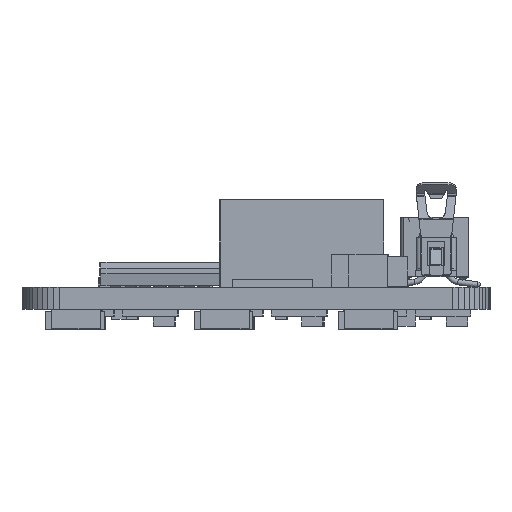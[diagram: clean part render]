
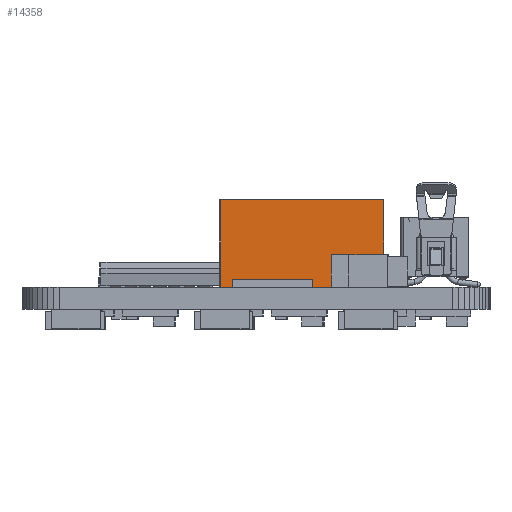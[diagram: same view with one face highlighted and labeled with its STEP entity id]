
A CAD part, left-side view. The second image highlights one B-rep face of the part: STEP entity #14358.
In plain terms, the highlighted planar face has unit normal (-1, 0, 0).
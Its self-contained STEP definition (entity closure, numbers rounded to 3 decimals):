
#14095 = EDGE_CURVE('',#14096,#14098,#14100,.T.);
#14096 = VERTEX_POINT('',#14097);
#14097 = CARTESIAN_POINT('',(-6.499,6.999,0.));
#14098 = VERTEX_POINT('',#14099);
#14099 = CARTESIAN_POINT('',(-6.499,6.999,7.5));
#14100 = SURFACE_CURVE('',#14101,(#14105,#14117),.PCURVE_S1.);
#14101 = LINE('',#14102,#14103);
#14102 = CARTESIAN_POINT('',(-6.499,6.999,0.));
#14103 = VECTOR('',#14104,1.);
#14104 = DIRECTION('',(0.,0.,1.));
#14105 = PCURVE('',#14106,#14111);
#14106 = PLANE('',#14107);
#14107 = AXIS2_PLACEMENT_3D('',#14108,#14109,#14110);
#14108 = CARTESIAN_POINT('',(-6.499,6.999,0.));
#14109 = DIRECTION('',(0.,1.,0.));
#14110 = DIRECTION('',(1.,0.,0.));
#14111 = DEFINITIONAL_REPRESENTATION('',(#14112),#14116);
#14112 = LINE('',#14113,#14114);
#14113 = CARTESIAN_POINT('',(0.,0.));
#14114 = VECTOR('',#14115,1.);
#14115 = DIRECTION('',(0.,-1.));
#14116 = ( GEOMETRIC_REPRESENTATION_CONTEXT(2) 
PARAMETRIC_REPRESENTATION_CONTEXT() REPRESENTATION_CONTEXT('2D SPACE',''
  ) );
#14117 = PCURVE('',#14118,#14123);
#14118 = PLANE('',#14119);
#14119 = AXIS2_PLACEMENT_3D('',#14120,#14121,#14122);
#14120 = CARTESIAN_POINT('',(-6.499,-6.999,0.));
#14121 = DIRECTION('',(-1.,0.,0.));
#14122 = DIRECTION('',(0.,1.,0.));
#14123 = DEFINITIONAL_REPRESENTATION('',(#14124),#14128);
#14124 = LINE('',#14125,#14126);
#14125 = CARTESIAN_POINT('',(13.999,0.));
#14126 = VECTOR('',#14127,1.);
#14127 = DIRECTION('',(0.,-1.));
#14128 = ( GEOMETRIC_REPRESENTATION_CONTEXT(2) 
PARAMETRIC_REPRESENTATION_CONTEXT() REPRESENTATION_CONTEXT('2D SPACE',''
  ) );
#14146 = PLANE('',#14147);
#14147 = AXIS2_PLACEMENT_3D('',#14148,#14149,#14150);
#14148 = CARTESIAN_POINT('',(-6.499,6.999,7.5));
#14149 = DIRECTION('',(0.,0.,1.));
#14150 = DIRECTION('',(1.,0.,0.));
#14200 = PLANE('',#14201);
#14201 = AXIS2_PLACEMENT_3D('',#14202,#14203,#14204);
#14202 = CARTESIAN_POINT('',(-6.499,6.999,0.));
#14203 = DIRECTION('',(0.,0.,1.));
#14204 = DIRECTION('',(1.,0.,0.));
#14255 = PLANE('',#14256);
#14256 = AXIS2_PLACEMENT_3D('',#14257,#14258,#14259);
#14257 = CARTESIAN_POINT('',(6.499,-6.999,0.));
#14258 = DIRECTION('',(0.,-1.,0.));
#14259 = DIRECTION('',(-1.,0.,0.));
#14293 = VERTEX_POINT('',#14294);
#14294 = CARTESIAN_POINT('',(-6.499,-6.999,7.5));
#14315 = EDGE_CURVE('',#14316,#14293,#14318,.T.);
#14316 = VERTEX_POINT('',#14317);
#14317 = CARTESIAN_POINT('',(-6.499,-6.999,0.));
#14318 = SURFACE_CURVE('',#14319,(#14323,#14330),.PCURVE_S1.);
#14319 = LINE('',#14320,#14321);
#14320 = CARTESIAN_POINT('',(-6.499,-6.999,0.));
#14321 = VECTOR('',#14322,1.);
#14322 = DIRECTION('',(0.,0.,1.));
#14323 = PCURVE('',#14255,#14324);
#14324 = DEFINITIONAL_REPRESENTATION('',(#14325),#14329);
#14325 = LINE('',#14326,#14327);
#14326 = CARTESIAN_POINT('',(12.999,0.));
#14327 = VECTOR('',#14328,1.);
#14328 = DIRECTION('',(0.,-1.));
#14329 = ( GEOMETRIC_REPRESENTATION_CONTEXT(2) 
PARAMETRIC_REPRESENTATION_CONTEXT() REPRESENTATION_CONTEXT('2D SPACE',''
  ) );
#14330 = PCURVE('',#14118,#14331);
#14331 = DEFINITIONAL_REPRESENTATION('',(#14332),#14336);
#14332 = LINE('',#14333,#14334);
#14333 = CARTESIAN_POINT('',(0.,0.));
#14334 = VECTOR('',#14335,1.);
#14335 = DIRECTION('',(0.,-1.));
#14336 = ( GEOMETRIC_REPRESENTATION_CONTEXT(2) 
PARAMETRIC_REPRESENTATION_CONTEXT() REPRESENTATION_CONTEXT('2D SPACE',''
  ) );
#14358 = ADVANCED_FACE('',(#14359),#14118,.T.);
#14359 = FACE_BOUND('',#14360,.T.);
#14360 = EDGE_LOOP('',(#14361,#14362,#14383,#14384));
#14361 = ORIENTED_EDGE('',*,*,#14315,.T.);
#14362 = ORIENTED_EDGE('',*,*,#14363,.T.);
#14363 = EDGE_CURVE('',#14293,#14098,#14364,.T.);
#14364 = SURFACE_CURVE('',#14365,(#14369,#14376),.PCURVE_S1.);
#14365 = LINE('',#14366,#14367);
#14366 = CARTESIAN_POINT('',(-6.499,-6.999,7.5));
#14367 = VECTOR('',#14368,1.);
#14368 = DIRECTION('',(0.,1.,0.));
#14369 = PCURVE('',#14118,#14370);
#14370 = DEFINITIONAL_REPRESENTATION('',(#14371),#14375);
#14371 = LINE('',#14372,#14373);
#14372 = CARTESIAN_POINT('',(0.,-7.5));
#14373 = VECTOR('',#14374,1.);
#14374 = DIRECTION('',(1.,0.));
#14375 = ( GEOMETRIC_REPRESENTATION_CONTEXT(2) 
PARAMETRIC_REPRESENTATION_CONTEXT() REPRESENTATION_CONTEXT('2D SPACE',''
  ) );
#14376 = PCURVE('',#14146,#14377);
#14377 = DEFINITIONAL_REPRESENTATION('',(#14378),#14382);
#14378 = LINE('',#14379,#14380);
#14379 = CARTESIAN_POINT('',(0.,-13.999));
#14380 = VECTOR('',#14381,1.);
#14381 = DIRECTION('',(0.,1.));
#14382 = ( GEOMETRIC_REPRESENTATION_CONTEXT(2) 
PARAMETRIC_REPRESENTATION_CONTEXT() REPRESENTATION_CONTEXT('2D SPACE',''
  ) );
#14383 = ORIENTED_EDGE('',*,*,#14095,.F.);
#14384 = ORIENTED_EDGE('',*,*,#14385,.F.);
#14385 = EDGE_CURVE('',#14316,#14096,#14386,.T.);
#14386 = SURFACE_CURVE('',#14387,(#14391,#14398),.PCURVE_S1.);
#14387 = LINE('',#14388,#14389);
#14388 = CARTESIAN_POINT('',(-6.499,-6.999,0.));
#14389 = VECTOR('',#14390,1.);
#14390 = DIRECTION('',(0.,1.,0.));
#14391 = PCURVE('',#14118,#14392);
#14392 = DEFINITIONAL_REPRESENTATION('',(#14393),#14397);
#14393 = LINE('',#14394,#14395);
#14394 = CARTESIAN_POINT('',(0.,0.));
#14395 = VECTOR('',#14396,1.);
#14396 = DIRECTION('',(1.,0.));
#14397 = ( GEOMETRIC_REPRESENTATION_CONTEXT(2) 
PARAMETRIC_REPRESENTATION_CONTEXT() REPRESENTATION_CONTEXT('2D SPACE',''
  ) );
#14398 = PCURVE('',#14200,#14399);
#14399 = DEFINITIONAL_REPRESENTATION('',(#14400),#14404);
#14400 = LINE('',#14401,#14402);
#14401 = CARTESIAN_POINT('',(0.,-13.999));
#14402 = VECTOR('',#14403,1.);
#14403 = DIRECTION('',(0.,1.));
#14404 = ( GEOMETRIC_REPRESENTATION_CONTEXT(2) 
PARAMETRIC_REPRESENTATION_CONTEXT() REPRESENTATION_CONTEXT('2D SPACE',''
  ) );
